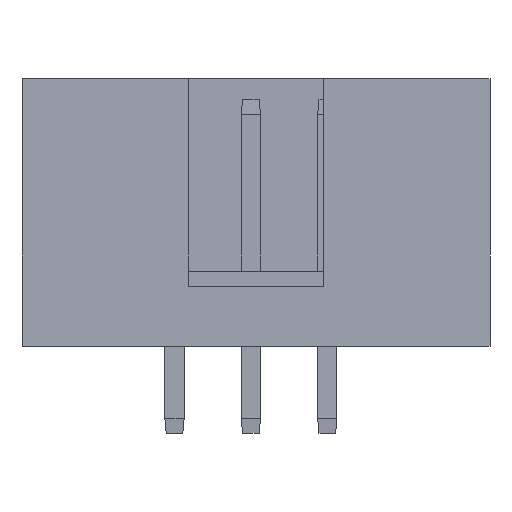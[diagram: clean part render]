
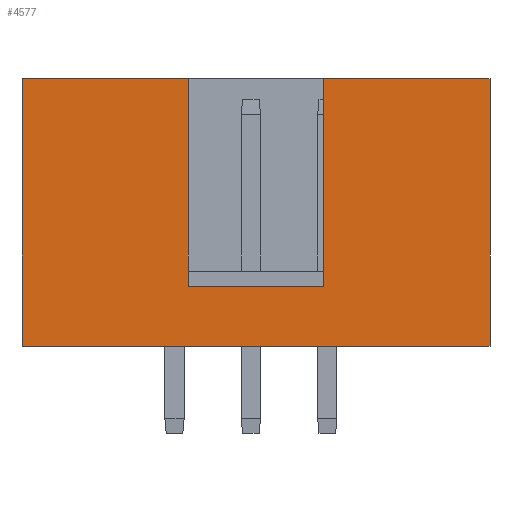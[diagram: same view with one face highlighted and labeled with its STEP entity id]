
A CAD part, front view. The second image highlights one B-rep face of the part: STEP entity #4577.
In plain terms, the highlighted planar face has unit normal (0, -1, 0).
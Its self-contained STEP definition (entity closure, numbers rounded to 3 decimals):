
#4 = LINE ( 'NONE', #2440, #2326 ) ;
#24 = VERTEX_POINT ( 'NONE', #4919 ) ;
#27 = ORIENTED_EDGE ( 'NONE', *, *, #1556, .F. ) ;
#60 = DIRECTION ( 'NONE',  ( 0., 0., 1. ) ) ;
#148 = CARTESIAN_POINT ( 'NONE',  ( -6.49, -4.13, 0. ) ) ;
#184 = VECTOR ( 'NONE', #5347, 1000. ) ;
#251 = EDGE_CURVE ( 'NONE', #24, #3022, #3403, .T. ) ;
#490 = ORIENTED_EDGE ( 'NONE', *, *, #1930, .T. ) ;
#692 = VERTEX_POINT ( 'NONE', #3141 ) ;
#829 = LINE ( 'NONE', #2490, #3003 ) ;
#1086 = LINE ( 'NONE', #5196, #4297 ) ;
#1109 = FACE_OUTER_BOUND ( 'NONE', #3426, .T. ) ;
#1245 = EDGE_CURVE ( 'NONE', #24, #692, #1086, .T. ) ;
#1252 = DIRECTION ( 'NONE',  ( 0., 1., 0. ) ) ;
#1456 = EDGE_CURVE ( 'NONE', #3509, #2789, #3536, .T. ) ;
#1531 = VECTOR ( 'NONE', #2073, 1000. ) ;
#1556 = EDGE_CURVE ( 'NONE', #2789, #1715, #829, .T. ) ;
#1715 = VERTEX_POINT ( 'NONE', #1748 ) ;
#1748 = CARTESIAN_POINT ( 'NONE',  ( 9.07, -4.13, 0. ) ) ;
#1876 = CARTESIAN_POINT ( 'NONE',  ( 9.07, -4.13, 8.9 ) ) ;
#1895 = ORIENTED_EDGE ( 'NONE', *, *, #251, .T. ) ;
#1930 = EDGE_CURVE ( 'NONE', #4687, #692, #4, .T. ) ;
#1940 = ORIENTED_EDGE ( 'NONE', *, *, #1245, .F. ) ;
#2073 = DIRECTION ( 'NONE',  ( 1., 0., 0. ) ) ;
#2076 = LINE ( 'NONE', #148, #3854 ) ;
#2127 = DIRECTION ( 'NONE',  ( 1., 0., 0. ) ) ;
#2208 = ORIENTED_EDGE ( 'NONE', *, *, #1456, .F. ) ;
#2214 = VERTEX_POINT ( 'NONE', #5499 ) ;
#2242 = DIRECTION ( 'NONE',  ( 0., 0., -1. ) ) ;
#2277 = CARTESIAN_POINT ( 'NONE',  ( -6.49, -4.13, 8.9 ) ) ;
#2326 = VECTOR ( 'NONE', #5513, 1000. ) ;
#2440 = CARTESIAN_POINT ( 'NONE',  ( -0.96, -4.13, 2. ) ) ;
#2490 = CARTESIAN_POINT ( 'NONE',  ( 9.07, -4.13, 2.5 ) ) ;
#2751 = ORIENTED_EDGE ( 'NONE', *, *, #2806, .T. ) ;
#2789 = VERTEX_POINT ( 'NONE', #1876 ) ;
#2806 = EDGE_CURVE ( 'NONE', #3022, #1715, #2076, .T. ) ;
#3003 = VECTOR ( 'NONE', #5566, 1000. ) ;
#3022 = VERTEX_POINT ( 'NONE', #5255 ) ;
#3141 = CARTESIAN_POINT ( 'NONE',  ( -0.96, -4.13, 8.9 ) ) ;
#3214 = EDGE_CURVE ( 'NONE', #4687, #2214, #3841, .T. ) ;
#3403 = LINE ( 'NONE', #4615, #5608 ) ;
#3426 = EDGE_LOOP ( 'NONE', ( #5432, #490, #1940, #1895, #2751, #27, #2208, #4827 ) ) ;
#3509 = VERTEX_POINT ( 'NONE', #4948 ) ;
#3536 = LINE ( 'NONE', #2277, #184 ) ;
#3551 = CARTESIAN_POINT ( 'NONE',  ( 3.54, -4.13, 2. ) ) ;
#3814 = VECTOR ( 'NONE', #60, 1000. ) ;
#3841 = LINE ( 'NONE', #4045, #1531 ) ;
#3845 = CARTESIAN_POINT ( 'NONE',  ( -6.49, -4.13, 2.5 ) ) ;
#3854 = VECTOR ( 'NONE', #4541, 1000. ) ;
#3936 = EDGE_CURVE ( 'NONE', #2214, #3509, #3977, .T. ) ;
#3977 = LINE ( 'NONE', #3551, #3814 ) ;
#3981 = CARTESIAN_POINT ( 'NONE',  ( -0.96, -4.13, 2. ) ) ;
#4045 = CARTESIAN_POINT ( 'NONE',  ( -0.96, -4.13, 2. ) ) ;
#4297 = VECTOR ( 'NONE', #2127, 1000. ) ;
#4311 = DIRECTION ( 'NONE',  ( 0., 0., 1. ) ) ;
#4541 = DIRECTION ( 'NONE',  ( 1., 0., 0. ) ) ;
#4577 = ADVANCED_FACE ( 'NONE', ( #1109 ), #5116, .F. ) ;
#4615 = CARTESIAN_POINT ( 'NONE',  ( -6.49, -4.13, 2.5 ) ) ;
#4687 = VERTEX_POINT ( 'NONE', #3981 ) ;
#4827 = ORIENTED_EDGE ( 'NONE', *, *, #3936, .F. ) ;
#4904 = AXIS2_PLACEMENT_3D ( 'NONE', #3845, #1252, #4311 ) ;
#4919 = CARTESIAN_POINT ( 'NONE',  ( -6.49, -4.13, 8.9 ) ) ;
#4948 = CARTESIAN_POINT ( 'NONE',  ( 3.54, -4.13, 8.9 ) ) ;
#5116 = PLANE ( 'NONE',  #4904 ) ;
#5196 = CARTESIAN_POINT ( 'NONE',  ( -6.49, -4.13, 8.9 ) ) ;
#5255 = CARTESIAN_POINT ( 'NONE',  ( -6.49, -4.13, 0. ) ) ;
#5347 = DIRECTION ( 'NONE',  ( 1., 0., 0. ) ) ;
#5432 = ORIENTED_EDGE ( 'NONE', *, *, #3214, .F. ) ;
#5499 = CARTESIAN_POINT ( 'NONE',  ( 3.54, -4.13, 2. ) ) ;
#5513 = DIRECTION ( 'NONE',  ( 0., 0., 1. ) ) ;
#5566 = DIRECTION ( 'NONE',  ( 0., 0., -1. ) ) ;
#5608 = VECTOR ( 'NONE', #2242, 1000. ) ;
